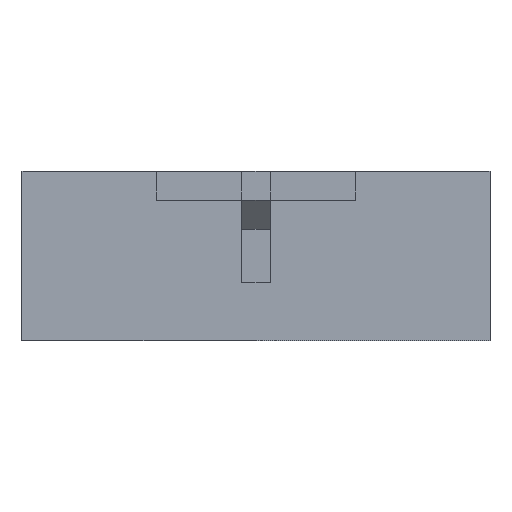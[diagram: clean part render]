
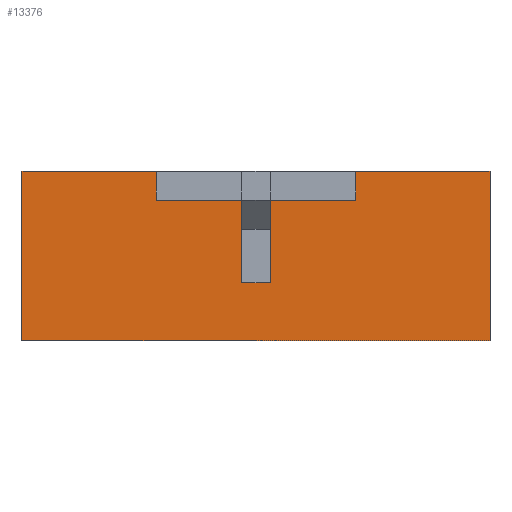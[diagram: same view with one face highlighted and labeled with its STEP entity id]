
A CAD part, left-side view. The second image highlights one B-rep face of the part: STEP entity #13376.
In plain terms, the highlighted planar face has unit normal (-1, 0, 0).
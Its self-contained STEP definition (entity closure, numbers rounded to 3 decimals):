
#2222 = VERTEX_POINT('',#2223);
#2223 = CARTESIAN_POINT('',(-22.34,-10.5,-3.8));
#2229 = EDGE_CURVE('',#2230,#2222,#2232,.T.);
#2230 = VERTEX_POINT('',#2231);
#2231 = CARTESIAN_POINT('',(-22.34,10.5,-3.8));
#2232 = LINE('',#2233,#2234);
#2233 = CARTESIAN_POINT('',(-22.34,10.5,-3.8));
#2234 = VECTOR('',#2235,1.);
#2235 = DIRECTION('',(0.,-1.,0.));
#8251 = VERTEX_POINT('',#8252);
#8252 = CARTESIAN_POINT('',(-22.34,-0.65,
    -1.2));
#8258 = EDGE_CURVE('',#8259,#8251,#8261,.T.);
#8259 = VERTEX_POINT('',#8260);
#8260 = CARTESIAN_POINT('',(-22.34,-0.65,2.5));
#8261 = LINE('',#8262,#8263);
#8262 = CARTESIAN_POINT('',(-22.34,-0.65,2.5));
#8263 = VECTOR('',#8264,1.);
#8264 = DIRECTION('',(0.,0.,-1.));
#8289 = EDGE_CURVE('',#8290,#8259,#8292,.T.);
#8290 = VERTEX_POINT('',#8291);
#8291 = CARTESIAN_POINT('',(-22.34,-4.475,2.5));
#8292 = LINE('',#8293,#8294);
#8293 = CARTESIAN_POINT('',(-22.34,-4.475,2.5));
#8294 = VECTOR('',#8295,1.);
#8295 = DIRECTION('',(0.,1.,0.));
#8385 = VERTEX_POINT('',#8386);
#8386 = CARTESIAN_POINT('',(-22.34,-4.475,
    3.8));
#8392 = EDGE_CURVE('',#8393,#8385,#8395,.T.);
#8393 = VERTEX_POINT('',#8394);
#8394 = CARTESIAN_POINT('',(-22.34,-10.5,3.8));
#8395 = LINE('',#8396,#8397);
#8396 = CARTESIAN_POINT('',(-22.34,-10.5,3.8));
#8397 = VECTOR('',#8398,1.);
#8398 = DIRECTION('',(0.,1.,0.));
#8449 = VERTEX_POINT('',#8450);
#8450 = CARTESIAN_POINT('',(-22.34,10.5,3.8));
#8456 = EDGE_CURVE('',#8457,#8449,#8459,.T.);
#8457 = VERTEX_POINT('',#8458);
#8458 = CARTESIAN_POINT('',(-22.34,4.475,
    3.8));
#8459 = LINE('',#8460,#8461);
#8460 = CARTESIAN_POINT('',(-22.34,4.475,
    3.8));
#8461 = VECTOR('',#8462,1.);
#8462 = DIRECTION('',(0.,1.,0.));
#9057 = EDGE_CURVE('',#9058,#8457,#9060,.T.);
#9058 = VERTEX_POINT('',#9059);
#9059 = CARTESIAN_POINT('',(-22.34,4.475,2.5));
#9060 = LINE('',#9061,#9062);
#9061 = CARTESIAN_POINT('',(-22.34,4.475,2.5));
#9062 = VECTOR('',#9063,1.);
#9063 = DIRECTION('',(0.,0.,1.));
#9080 = EDGE_CURVE('',#9081,#9058,#9083,.T.);
#9081 = VERTEX_POINT('',#9082);
#9082 = CARTESIAN_POINT('',(-22.34,0.65,2.5));
#9083 = LINE('',#9084,#9085);
#9084 = CARTESIAN_POINT('',(-22.34,0.65,2.5));
#9085 = VECTOR('',#9086,1.);
#9086 = DIRECTION('',(0.,1.,0.));
#13376 = ADVANCED_FACE('',(#13377),#13418,.T.);
#13377 = FACE_BOUND('',#13378,.T.);
#13378 = EDGE_LOOP('',(#13379,#13380,#13381,#13389,#13395,#13396,#13397,
    #13398,#13404,#13405,#13411,#13412));
#13379 = ORIENTED_EDGE('',*,*,#8289,.T.);
#13380 = ORIENTED_EDGE('',*,*,#8258,.T.);
#13381 = ORIENTED_EDGE('',*,*,#13382,.T.);
#13382 = EDGE_CURVE('',#8251,#13383,#13385,.T.);
#13383 = VERTEX_POINT('',#13384);
#13384 = CARTESIAN_POINT('',(-22.34,0.65,
    -1.2));
#13385 = LINE('',#13386,#13387);
#13386 = CARTESIAN_POINT('',(-22.34,-0.65,
    -1.2));
#13387 = VECTOR('',#13388,1.);
#13388 = DIRECTION('',(0.,1.,0.));
#13389 = ORIENTED_EDGE('',*,*,#13390,.T.);
#13390 = EDGE_CURVE('',#13383,#9081,#13391,.T.);
#13391 = LINE('',#13392,#13393);
#13392 = CARTESIAN_POINT('',(-22.34,0.65,
    -1.2));
#13393 = VECTOR('',#13394,1.);
#13394 = DIRECTION('',(0.,0.,1.));
#13395 = ORIENTED_EDGE('',*,*,#9080,.T.);
#13396 = ORIENTED_EDGE('',*,*,#9057,.T.);
#13397 = ORIENTED_EDGE('',*,*,#8456,.T.);
#13398 = ORIENTED_EDGE('',*,*,#13399,.T.);
#13399 = EDGE_CURVE('',#8449,#2230,#13400,.T.);
#13400 = LINE('',#13401,#13402);
#13401 = CARTESIAN_POINT('',(-22.34,10.5,3.8));
#13402 = VECTOR('',#13403,1.);
#13403 = DIRECTION('',(0.,0.,-1.));
#13404 = ORIENTED_EDGE('',*,*,#2229,.T.);
#13405 = ORIENTED_EDGE('',*,*,#13406,.T.);
#13406 = EDGE_CURVE('',#2222,#8393,#13407,.T.);
#13407 = LINE('',#13408,#13409);
#13408 = CARTESIAN_POINT('',(-22.34,-10.5,-3.8));
#13409 = VECTOR('',#13410,1.);
#13410 = DIRECTION('',(0.,0.,1.));
#13411 = ORIENTED_EDGE('',*,*,#8392,.T.);
#13412 = ORIENTED_EDGE('',*,*,#13413,.T.);
#13413 = EDGE_CURVE('',#8385,#8290,#13414,.T.);
#13414 = LINE('',#13415,#13416);
#13415 = CARTESIAN_POINT('',(-22.34,-4.475,
    3.8));
#13416 = VECTOR('',#13417,1.);
#13417 = DIRECTION('',(0.,0.,-1.));
#13418 = PLANE('',#13419);
#13419 = AXIS2_PLACEMENT_3D('',#13420,#13421,#13422);
#13420 = CARTESIAN_POINT('',(-22.34,0.,-0.051));
#13421 = DIRECTION('',(-1.,-0.,-0.));
#13422 = DIRECTION('',(0.,0.,-1.));
